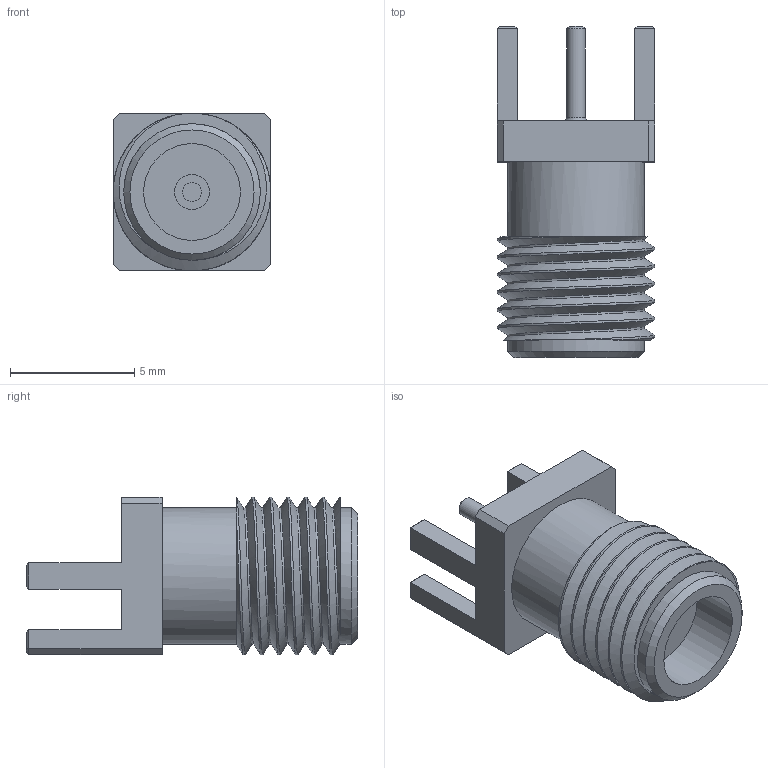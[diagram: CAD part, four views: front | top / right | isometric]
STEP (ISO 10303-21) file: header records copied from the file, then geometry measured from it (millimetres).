
FILE_DESCRIPTION( ( '' ), ' ' );
FILE_NAME( '5eb047043186c415e1396560.step', '2020-05-04T16:47:01', ( '' ), ( '' ), ' ', ' ', ' ' );
FILE_SCHEMA( ( 'AUTOMOTIVE_DESIGN { 1 0 10303 214 1 1 1 1 }' ) );
Length unit declared in the file: metre
Products named in the file (4): PIN; DIELECTRIC; Curve 1; BASE
Bounding box: 6.35 x 13.33 x 6.35 mm (x, y, z)
Volume: 257.5 mm3; surface area: 677.3 mm2
Topology: 3 solids, 3 shells, 69 faces, 161 edges, 102 vertices
Faces by surface type: plane 51, cylinder 13, cone 2, bspline 2, torus 1
Full cylindrical faces by diameter (mm): 0.76 x2, 1.4 x2, 3.9 x2, 5.5 x6
Entity records: 6443 total; most frequent: CARTESIAN_POINT 4519, DIRECTION 276, ORIENTED_EDGE 262, EDGE_CURVE 131, LINE 102, VECTOR 102, AXIS2_PLACEMENT_3D 87, VERTEX_POINT 87
